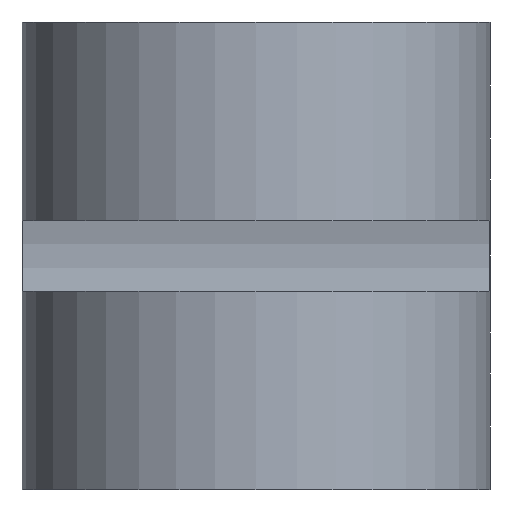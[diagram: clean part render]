
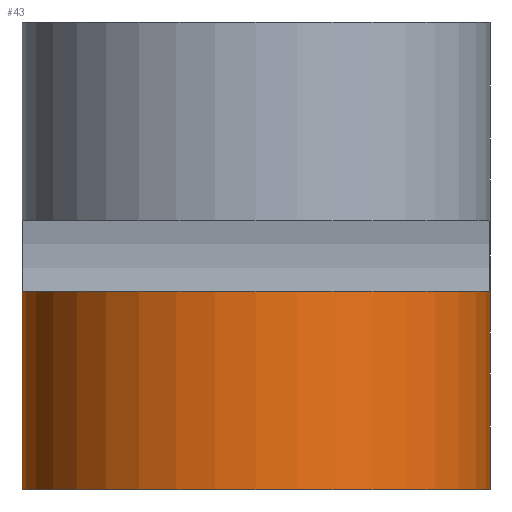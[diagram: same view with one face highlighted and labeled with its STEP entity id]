
A CAD part, left-side view. The second image highlights one B-rep face of the part: STEP entity #43.
In plain terms, the highlighted cylindrical face has radius 10 mm (diameter 20 mm), a partial arc.
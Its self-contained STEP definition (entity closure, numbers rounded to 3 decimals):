
#2=CARTESIAN_POINT('',(-10.,-10.,-10.0));
#3=DIRECTION('',(0.0,0.0,1.0));
#4=DIRECTION('',(0.0,1.0,0.0));
#5=AXIS2_PLACEMENT_3D('',#2,#3,#4);
#6=CYLINDRICAL_SURFACE('',#5,10.);
#7=CARTESIAN_POINT('',(-10.,0.0,-10.0));
#8=VERTEX_POINT('',#7);
#9=CARTESIAN_POINT('',(-10.,-20.,-10.0));
#10=VERTEX_POINT('',#9);
#11=CARTESIAN_POINT('',(-10.,-10.,-10.0));
#12=DIRECTION('',(0.0,0.0,1.0));
#13=DIRECTION('',(0.0,1.0,0.0));
#14=AXIS2_PLACEMENT_3D('',#11,#12,#13);
#15=CIRCLE('',#14,10.);
#16=EDGE_CURVE('',#8,#10,#15,.T.);
#17=ORIENTED_EDGE('',*,*,#16,.T.);
#18=CARTESIAN_POINT('',(-10.,-20.,-1.5));
#19=VERTEX_POINT('',#18);
#20=CARTESIAN_POINT('',(-10.,-20.,-10.0));
#21=DIRECTION('',(0.0,0.0,1.0));
#22=VECTOR('',#21,8.5);
#23=LINE('',#20,#22);
#24=EDGE_CURVE('',#10,#19,#23,.T.);
#25=ORIENTED_EDGE('',*,*,#24,.T.);
#26=CARTESIAN_POINT('',(-10.,0.0,-1.5));
#27=VERTEX_POINT('',#26);
#28=CARTESIAN_POINT('',(-10.,-10.,-1.5));
#29=DIRECTION('',(0.0,0.0,1.0));
#30=DIRECTION('',(0.0,1.0,0.0));
#31=AXIS2_PLACEMENT_3D('',#28,#29,#30);
#32=CIRCLE('',#31,10.);
#33=EDGE_CURVE('',#27,#19,#32,.T.);
#34=ORIENTED_EDGE('',*,*,#33,.F.);
#35=CARTESIAN_POINT('',(-10.,0.0,-10.0));
#36=DIRECTION('',(0.0,0.0,1.0));
#37=VECTOR('',#36,8.5);
#38=LINE('',#35,#37);
#39=EDGE_CURVE('',#8,#27,#38,.T.);
#40=ORIENTED_EDGE('',*,*,#39,.F.);
#41=EDGE_LOOP('',(#17,#25,#34,#40));
#42=FACE_OUTER_BOUND('',#41,.T.);
#43=ADVANCED_FACE('',(#42),#6,.T.);
